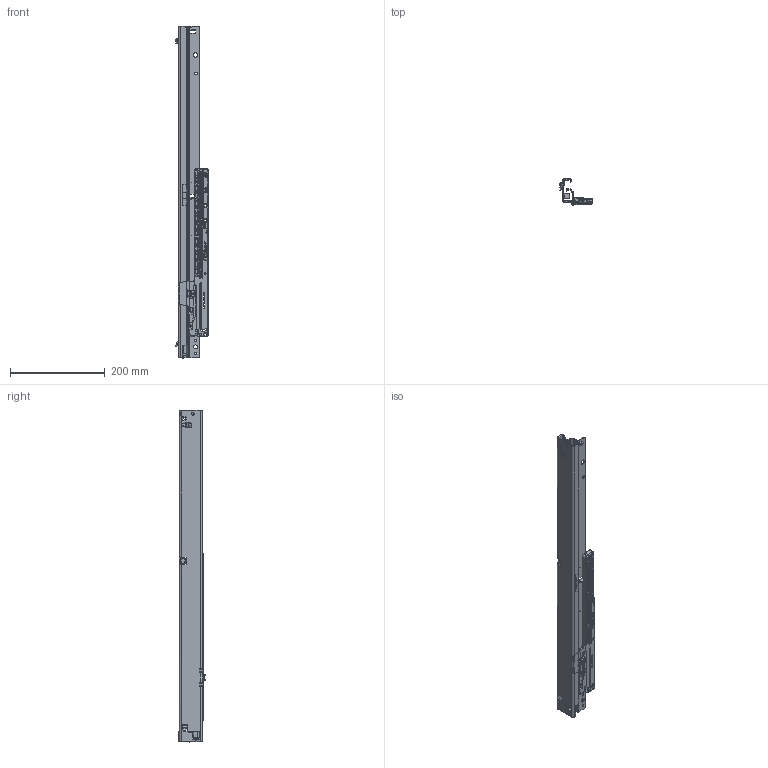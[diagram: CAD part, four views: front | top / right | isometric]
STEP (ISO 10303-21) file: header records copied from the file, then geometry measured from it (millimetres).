
FILE_DESCRIPTION (( 'STEP AP214' ), '1' );
FILE_NAME ('FR_7075_A_SMT.0700mm_28inch_U005_closed_left.STEP', '2022-11-21T14:43:15', ( '' ), ( '' ), 'SwSTEP 2.0', 'SolidWorks 2020', '' );
FILE_SCHEMA (( 'AUTOMOTIVE_DESIGN' ));
Length unit declared in the file: millimetre
Products named in the file (10): 7075A.XXX-01.U005_NL  700; SM-047_ausgefahren 0,8mm; SE-093_Hub 100; FR_7075_A_SMT.0700mm_28inch_U005_closed_left; MT-012; 7075A.XXX-01.A072_NL  700; 7100A.XXX-03.U015_NL  700 eingefahren; 7100A.XXX-03.A125_NL  700; MT-012.Softierung
Assembly tree (9 placements, depth 4):
  FR_7075_A_SMT.0700mm_28inch_U005_closed_left
    7075A.XXX-01.U005_NL  700
      7075A.XXX-01.A072_NL  700
      MT-012
        MT-012
        MT-012.Softierung
    7100A.XXX-03.U015_NL  700 eingefahren
      7100A.XXX-03.A125_NL  700
      SM-047_ausgefahren 0,8mm
        SE-093_Hub 100
Bounding box: 68.18 x 55.75 x 700 mm (x, y, z)
Volume: 263172.9 mm3; surface area: 250630.6 mm2
Topology: 5 solids, 5 shells, 3825 faces, 9760 edges, 5686 vertices
Faces by surface type: cylinder 1559, plane 1186, torus 454, bspline 346, sphere 216, cone 64
Entity records: 126396 total; most frequent: CARTESIAN_POINT 36720, ORIENTED_EDGE 19026, DIRECTION 18329, EDGE_CURVE 9513, AXIS2_PLACEMENT_3D 6691, VERTEX_POINT 5682, LINE 4947, VECTOR 4947
